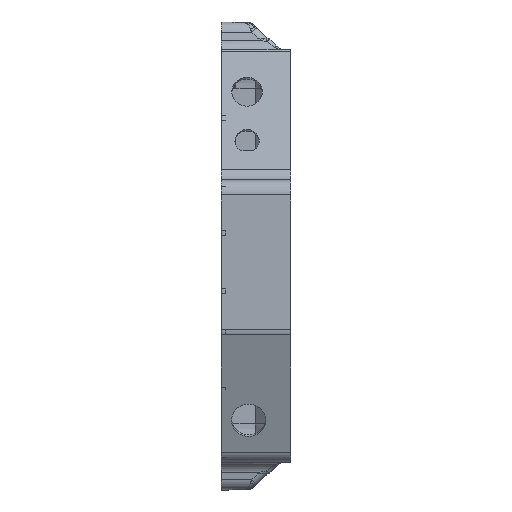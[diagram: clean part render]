
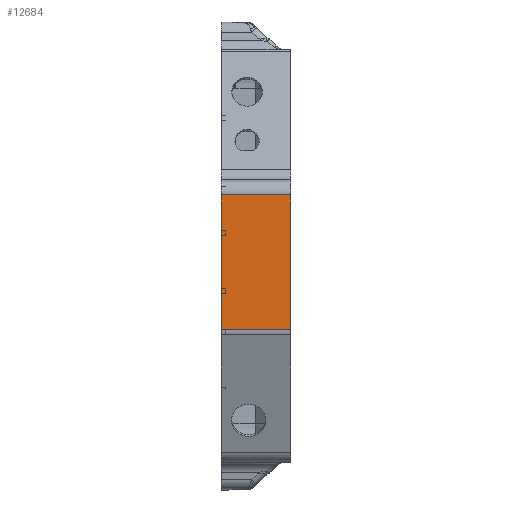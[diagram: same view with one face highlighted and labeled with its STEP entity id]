
A CAD part, left-side view. The second image highlights one B-rep face of the part: STEP entity #12684.
In plain terms, the highlighted planar face has unit normal (-1, 0, 0).
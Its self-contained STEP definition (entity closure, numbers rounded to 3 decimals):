
#641=PLANE('',#13936);
#1011=LINE('',#29091,#1975);
#1425=LINE('',#30450,#2389);
#1605=LINE('',#35181,#2569);
#1606=LINE('',#35183,#2570);
#1975=VECTOR('',#15102,10.);
#2389=VECTOR('',#16436,10.);
#2569=VECTOR('',#17392,10.);
#2570=VECTOR('',#17395,10.);
#3543=FACE_OUTER_BOUND('',#4415,.T.);
#4415=EDGE_LOOP('',(#11774,#11775,#11776,#11777));
#5666=VERTEX_POINT('',#29088);
#5667=VERTEX_POINT('',#29090);
#6061=VERTEX_POINT('',#30447);
#6062=VERTEX_POINT('',#30449);
#7014=EDGE_CURVE('',#5667,#5666,#1011,.T.);
#7648=EDGE_CURVE('',#6061,#6062,#1425,.T.);
#8137=EDGE_CURVE('',#5666,#6062,#1605,.T.);
#8138=EDGE_CURVE('',#5667,#6061,#1606,.T.);
#11774=ORIENTED_EDGE('',*,*,#7014,.T.);
#11775=ORIENTED_EDGE('',*,*,#8137,.T.);
#11776=ORIENTED_EDGE('',*,*,#7648,.F.);
#11777=ORIENTED_EDGE('',*,*,#8138,.F.);
#12684=ADVANCED_FACE('',(#3543),#641,.T.);
#13936=AXIS2_PLACEMENT_3D('',#35182,#17393,#17394);
#15102=DIRECTION('',(0.,0.,1.));
#16436=DIRECTION('',(0.,0.,1.));
#17392=DIRECTION('',(0.,1.,0.));
#17393=DIRECTION('center_axis',(-1.,0.,0.));
#17394=DIRECTION('ref_axis',(0.,0.,1.));
#17395=DIRECTION('',(0.,1.,0.));
#29088=CARTESIAN_POINT('',(0.,0.,40.));
#29090=CARTESIAN_POINT('',(0.,0.,-48.237));
#29091=CARTESIAN_POINT('',(0.,0.,-48.237));
#30447=CARTESIAN_POINT('',(0.,45.5,-48.237));
#30449=CARTESIAN_POINT('',(0.,45.5,40.));
#30450=CARTESIAN_POINT('',(0.,45.5,-48.237));
#35181=CARTESIAN_POINT('',(0.,0.,40.));
#35182=CARTESIAN_POINT('Origin',(0.,0.,-48.237));
#35183=CARTESIAN_POINT('',(0.,0.,-48.237));
